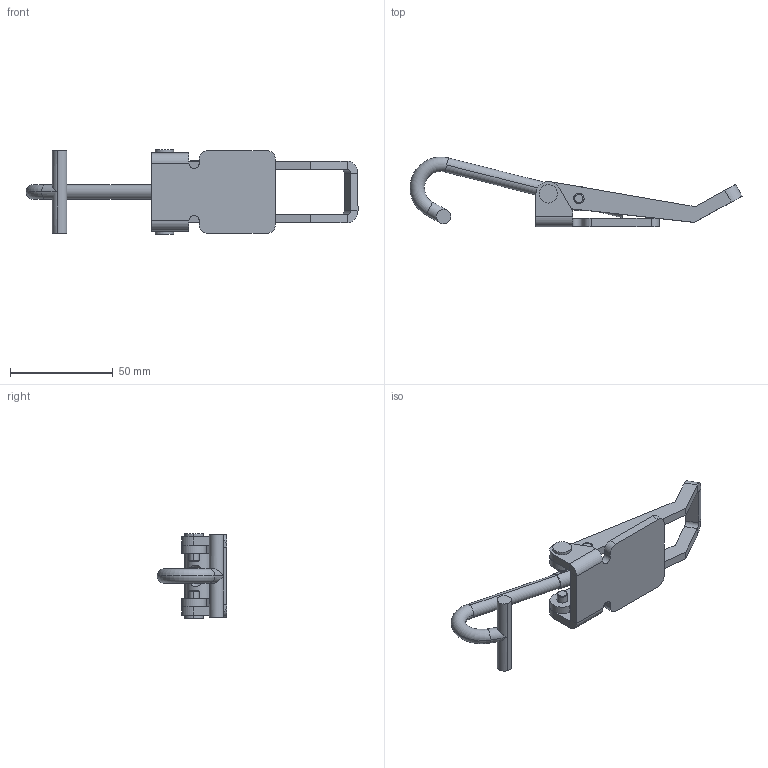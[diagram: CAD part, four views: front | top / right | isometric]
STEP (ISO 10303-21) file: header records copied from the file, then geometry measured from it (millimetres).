
FILE_DESCRIPTION (( 'STEP AP214' ), '1' );
FILE_NAME ('521011 - 703 BT A.STEP', '2017-02-06T08:17:51', ( '' ), ( '' ), 'SwSTEP 2.0', 'SolidWorks 2015', '' );
FILE_SCHEMA (( 'AUTOMOTIVE_DESIGN' ));
Length unit declared in the file: millimetre
Products named in the file (6): 74086 - B鐱d T-skruv 703 RF; 703 - Mid Cylinder; 704 - Rivet Gradin; 703 - Bygel; 703 - Platta A; 521011 - 703 BT A
Assembly tree (6 placements, depth 2):
  521011 - 703 BT A
    703 - Platta A
    703 - Bygel
    704 - Rivet Gradin  x2
    703 - Mid Cylinder
    74086 - B鐱d T-skruv 703 RF
Bounding box: 161.36 x 33.86 x 41 mm (x, y, z)
Volume: 27773.5 mm3; surface area: 18332.3 mm2
Topology: 6 solids, 6 shells, 131 faces, 290 edges, 178 vertices
Faces by surface type: cylinder 59, plane 58, cone 12, torus 2
Entity records: 3748 total; most frequent: CARTESIAN_POINT 720, DIRECTION 634, ORIENTED_EDGE 536, EDGE_CURVE 268, AXIS2_PLACEMENT_3D 246, VERTEX_POINT 164, VECTOR 142, LINE 142
